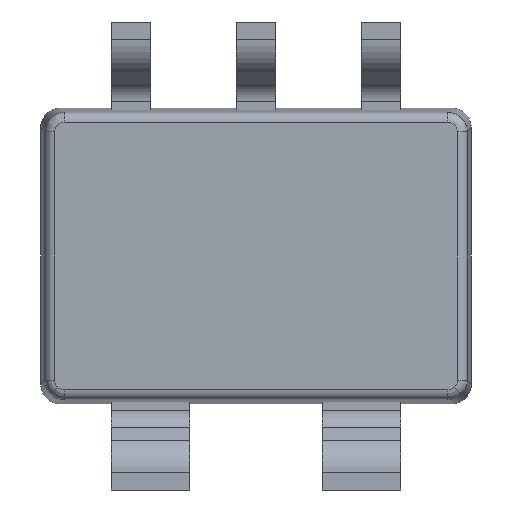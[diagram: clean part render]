
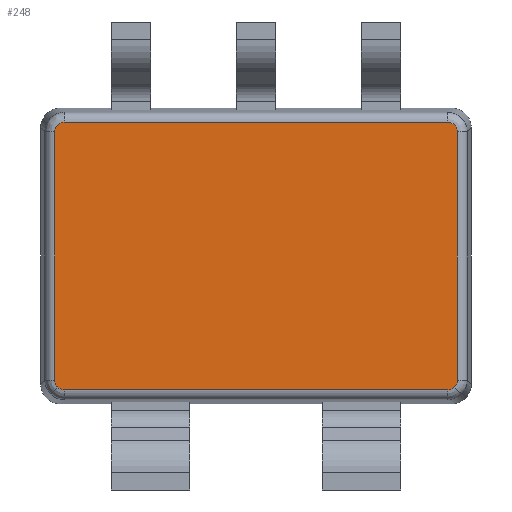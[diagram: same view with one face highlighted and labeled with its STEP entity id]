
A CAD part, front view. The second image highlights one B-rep face of the part: STEP entity #248.
In plain terms, the highlighted planar face has unit normal (0, -1, 0).
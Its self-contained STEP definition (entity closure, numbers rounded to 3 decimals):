
#31 = EDGE_CURVE ( 'NONE', #3551, #3170, #2038, .T. ) ;
#108 = CARTESIAN_POINT ( 'NONE',  ( -1.996, 0.15, -1.348 ) ) ;
#110 = CARTESIAN_POINT ( 'NONE',  ( -2.044, 0.15, 1.318 ) ) ;
#113 = CARTESIAN_POINT ( 'NONE',  ( -1.944, 0.15, -1.359 ) ) ;
#122 = LINE ( 'NONE', #2793, #821 ) ;
#129 = AXIS2_PLACEMENT_3D ( 'NONE', #1361, #3392, #1669 ) ;
#176 = ORIENTED_EDGE ( 'NONE', *, *, #492, .T. ) ;
#248 = ADVANCED_FACE ( 'NONE', ( #773 ), #800, .T. ) ;
#343 = DIRECTION ( 'NONE',  ( -1., 0., 0. ) ) ;
#410 = CARTESIAN_POINT ( 'NONE',  ( -1.944, 0.15, -1.359 ) ) ;
#420 = CARTESIAN_POINT ( 'NONE',  ( -1.944, 0.15, 1.359 ) ) ;
#455 = DIRECTION ( 'NONE',  ( 1., 0., 0. ) ) ;
#492 = EDGE_CURVE ( 'NONE', #560, #3551, #3203, .T. ) ;
#502 = VECTOR ( 'NONE', #1842, 1000. ) ;
#513 = EDGE_CURVE ( 'NONE', #3589, #2674, #2751, .T. ) ;
#528 = CARTESIAN_POINT ( 'NONE',  ( -2.044, 0.15, -1.259 ) ) ;
#560 = VERTEX_POINT ( 'NONE', #1900 ) ;
#687 = ORIENTED_EDGE ( 'NONE', *, *, #1330, .T. ) ;
#773 = FACE_OUTER_BOUND ( 'NONE', #1042, .T. ) ;
#800 = PLANE ( 'NONE',  #129 ) ;
#811 = CARTESIAN_POINT ( 'NONE',  ( 2.015, 0.15, -1.33 ) ) ;
#817 = CARTESIAN_POINT ( 'NONE',  ( -2.044, 0.15, -1.259 ) ) ;
#821 = VECTOR ( 'NONE', #1654, 1000. ) ;
#920 = CARTESIAN_POINT ( 'NONE',  ( -2.015, 0.15, -1.33 ) ) ;
#972 = CARTESIAN_POINT ( 'NONE',  ( 2.044, 0.15, 1.318 ) ) ;
#1001 = VECTOR ( 'NONE', #455, 1000. ) ;
#1042 = EDGE_LOOP ( 'NONE', ( #1143, #3048, #2368, #1535, #3238, #687, #2908, #176, #1237, #2166 ) ) ;
#1094 = CARTESIAN_POINT ( 'NONE',  ( -2.033, 0.15, -1.311 ) ) ;
#1141 =( BOUNDED_CURVE ( )  B_SPLINE_CURVE ( 3, ( #2430, #3278, #110, #2721 ),
 .UNSPECIFIED., .F., .F. ) 
 B_SPLINE_CURVE_WITH_KNOTS ( ( 4, 4 ),
 ( 2.36, 3.923 ),
 .UNSPECIFIED. ) 
 CURVE ( )  GEOMETRIC_REPRESENTATION_ITEM ( )  RATIONAL_B_SPLINE_CURVE ( ( 1., 0.807, 0.807, 1. ) ) 
 REPRESENTATION_ITEM ( '' )  );
#1143 = ORIENTED_EDGE ( 'NONE', *, *, #513, .T. ) ;
#1202 = CARTESIAN_POINT ( 'NONE',  ( 2.044, 0.15, -1.286 ) ) ;
#1237 = ORIENTED_EDGE ( 'NONE', *, *, #31, .T. ) ;
#1254 =( BOUNDED_CURVE ( )  B_SPLINE_CURVE ( 3, ( #2986, #972, #3006, #1273 ),
 .UNSPECIFIED., .F., .F. ) 
 B_SPLINE_CURVE_WITH_KNOTS ( ( 4, 4 ),
 ( 2.36, 3.923 ),
 .UNSPECIFIED. ) 
 CURVE ( )  GEOMETRIC_REPRESENTATION_ITEM ( )  RATIONAL_B_SPLINE_CURVE ( ( 1., 0.807, 0.807, 1. ) ) 
 REPRESENTATION_ITEM ( '' )  );
#1260 = CARTESIAN_POINT ( 'NONE',  ( -2.015, 0.15, -1.33 ) ) ;
#1273 = CARTESIAN_POINT ( 'NONE',  ( 1.944, 0.15, 1.359 ) ) ;
#1297 = VECTOR ( 'NONE', #343, 1000. ) ;
#1305 = EDGE_CURVE ( 'NONE', #1817, #2445, #1743, .T. ) ;
#1330 = EDGE_CURVE ( 'NONE', #2445, #3682, #3217, .T. ) ;
#1361 = CARTESIAN_POINT ( 'NONE',  ( 0., 0.15, 0. ) ) ;
#1444 = VERTEX_POINT ( 'NONE', #528 ) ;
#1535 = ORIENTED_EDGE ( 'NONE', *, *, #1659, .T. ) ;
#1564 = CARTESIAN_POINT ( 'NONE',  ( 2.044, 0.15, 0. ) ) ;
#1654 = DIRECTION ( 'NONE',  ( 0., 0., -1. ) ) ;
#1659 = EDGE_CURVE ( 'NONE', #1444, #1817, #2698, .T. ) ;
#1669 = DIRECTION ( 'NONE',  ( 0., 0., -1. ) ) ;
#1743 =( BOUNDED_CURVE ( )  B_SPLINE_CURVE ( 3, ( #1260, #108, #2128, #410 ),
 .UNSPECIFIED., .F., .F. ) 
 B_SPLINE_CURVE_WITH_KNOTS ( ( 4, 4 ),
 ( 0., 0.781 ),
 .UNSPECIFIED. ) 
 CURVE ( )  GEOMETRIC_REPRESENTATION_ITEM ( )  RATIONAL_B_SPLINE_CURVE ( ( 1., 0.95, 0.95, 1. ) ) 
 REPRESENTATION_ITEM ( '' )  );
#1817 = VERTEX_POINT ( 'NONE', #920 ) ;
#1842 = DIRECTION ( 'NONE',  ( 0., 0., 1. ) ) ;
#1900 = CARTESIAN_POINT ( 'NONE',  ( 2.015, 0.15, -1.33 ) ) ;
#2038 = LINE ( 'NONE', #1564, #502 ) ;
#2128 = CARTESIAN_POINT ( 'NONE',  ( -1.971, 0.15, -1.359 ) ) ;
#2166 = ORIENTED_EDGE ( 'NONE', *, *, #3314, .T. ) ;
#2176 = CARTESIAN_POINT ( 'NONE',  ( 0., 0.15, -1.359 ) ) ;
#2331 =( BOUNDED_CURVE ( )  B_SPLINE_CURVE ( 3, ( #3111, #2539, #3697, #811 ),
 .UNSPECIFIED., .F., .F. ) 
 B_SPLINE_CURVE_WITH_KNOTS ( ( 4, 4 ),
 ( 5.502, 6.283 ),
 .UNSPECIFIED. ) 
 CURVE ( )  GEOMETRIC_REPRESENTATION_ITEM ( )  RATIONAL_B_SPLINE_CURVE ( ( 1., 0.95, 0.95, 1. ) ) 
 REPRESENTATION_ITEM ( '' )  );
#2368 = ORIENTED_EDGE ( 'NONE', *, *, #2548, .T. ) ;
#2430 = CARTESIAN_POINT ( 'NONE',  ( -1.944, 0.15, 1.359 ) ) ;
#2445 = VERTEX_POINT ( 'NONE', #113 ) ;
#2539 = CARTESIAN_POINT ( 'NONE',  ( 1.971, 0.15, -1.359 ) ) ;
#2548 = EDGE_CURVE ( 'NONE', #3610, #1444, #122, .T. ) ;
#2639 = CARTESIAN_POINT ( 'NONE',  ( 2.033, 0.15, -1.311 ) ) ;
#2642 = EDGE_CURVE ( 'NONE', #2674, #3610, #1141, .T. ) ;
#2653 = CARTESIAN_POINT ( 'NONE',  ( 0., 0.15, 1.359 ) ) ;
#2674 = VERTEX_POINT ( 'NONE', #420 ) ;
#2698 =( BOUNDED_CURVE ( )  B_SPLINE_CURVE ( 3, ( #817, #2828, #1094, #3126 ),
 .UNSPECIFIED., .F., .F. ) 
 B_SPLINE_CURVE_WITH_KNOTS ( ( 4, 4 ),
 ( 5.502, 6.283 ),
 .UNSPECIFIED. ) 
 CURVE ( )  GEOMETRIC_REPRESENTATION_ITEM ( )  RATIONAL_B_SPLINE_CURVE ( ( 1., 0.95, 0.95, 1. ) ) 
 REPRESENTATION_ITEM ( '' )  );
#2721 = CARTESIAN_POINT ( 'NONE',  ( -2.044, 0.15, 1.259 ) ) ;
#2751 = LINE ( 'NONE', #2653, #1297 ) ;
#2793 = CARTESIAN_POINT ( 'NONE',  ( -2.044, 0.15, 0. ) ) ;
#2828 = CARTESIAN_POINT ( 'NONE',  ( -2.044, 0.15, -1.286 ) ) ;
#2836 = CARTESIAN_POINT ( 'NONE',  ( 1.944, 0.15, 1.359 ) ) ;
#2849 = CARTESIAN_POINT ( 'NONE',  ( -2.044, 0.15, 1.259 ) ) ;
#2877 = CARTESIAN_POINT ( 'NONE',  ( 1.944, 0.15, -1.359 ) ) ;
#2908 = ORIENTED_EDGE ( 'NONE', *, *, #3543, .T. ) ;
#2933 = CARTESIAN_POINT ( 'NONE',  ( 2.015, 0.15, -1.33 ) ) ;
#2986 = CARTESIAN_POINT ( 'NONE',  ( 2.044, 0.15, 1.259 ) ) ;
#3006 = CARTESIAN_POINT ( 'NONE',  ( 2.003, 0.15, 1.359 ) ) ;
#3048 = ORIENTED_EDGE ( 'NONE', *, *, #2642, .T. ) ;
#3111 = CARTESIAN_POINT ( 'NONE',  ( 1.944, 0.15, -1.359 ) ) ;
#3126 = CARTESIAN_POINT ( 'NONE',  ( -2.015, 0.15, -1.33 ) ) ;
#3170 = VERTEX_POINT ( 'NONE', #3297 ) ;
#3203 =( BOUNDED_CURVE ( )  B_SPLINE_CURVE ( 3, ( #2933, #2639, #1202, #3226 ),
 .UNSPECIFIED., .F., .F. ) 
 B_SPLINE_CURVE_WITH_KNOTS ( ( 4, 4 ),
 ( 0., 0.781 ),
 .UNSPECIFIED. ) 
 CURVE ( )  GEOMETRIC_REPRESENTATION_ITEM ( )  RATIONAL_B_SPLINE_CURVE ( ( 1., 0.95, 0.95, 1. ) ) 
 REPRESENTATION_ITEM ( '' )  );
#3217 = LINE ( 'NONE', #2176, #1001 ) ;
#3226 = CARTESIAN_POINT ( 'NONE',  ( 2.044, 0.15, -1.259 ) ) ;
#3238 = ORIENTED_EDGE ( 'NONE', *, *, #1305, .T. ) ;
#3278 = CARTESIAN_POINT ( 'NONE',  ( -2.003, 0.15, 1.359 ) ) ;
#3297 = CARTESIAN_POINT ( 'NONE',  ( 2.044, 0.15, 1.259 ) ) ;
#3314 = EDGE_CURVE ( 'NONE', #3170, #3589, #1254, .T. ) ;
#3392 = DIRECTION ( 'NONE',  ( 0., -1., 0. ) ) ;
#3402 = CARTESIAN_POINT ( 'NONE',  ( 2.044, 0.15, -1.259 ) ) ;
#3543 = EDGE_CURVE ( 'NONE', #3682, #560, #2331, .T. ) ;
#3551 = VERTEX_POINT ( 'NONE', #3402 ) ;
#3589 = VERTEX_POINT ( 'NONE', #2836 ) ;
#3610 = VERTEX_POINT ( 'NONE', #2849 ) ;
#3682 = VERTEX_POINT ( 'NONE', #2877 ) ;
#3697 = CARTESIAN_POINT ( 'NONE',  ( 1.996, 0.15, -1.348 ) ) ;
